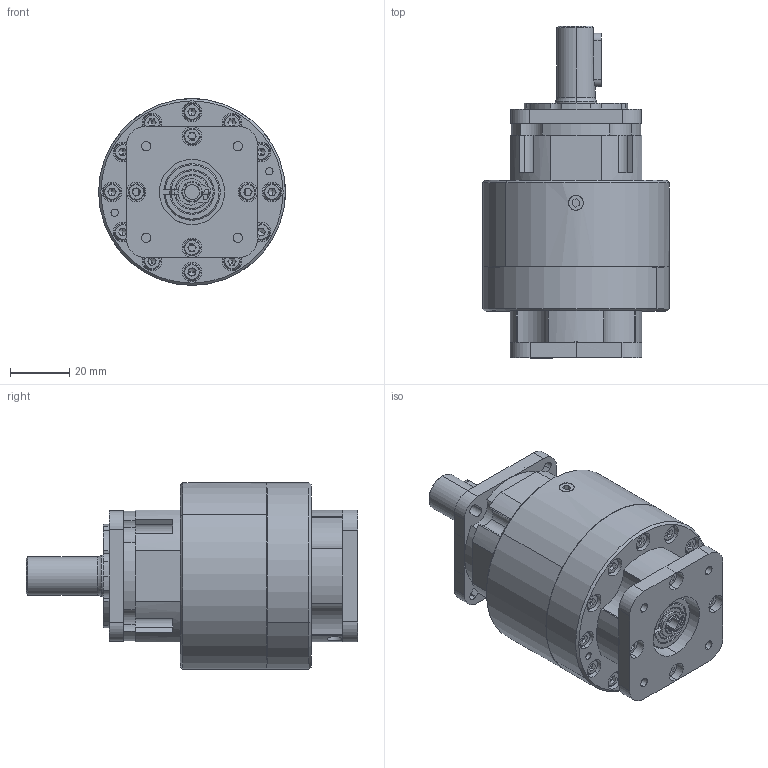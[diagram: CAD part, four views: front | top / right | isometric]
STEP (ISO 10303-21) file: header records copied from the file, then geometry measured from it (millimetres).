
FILE_DESCRIPTION (( 'STEP AP203' ), '1' );
FILE_NAME ('GH-017-M.STEP', '2018-12-12T22:31:56', ( '' ), ( '' ), 'SwSTEP 2.0', 'SolidWorks 2018', '' );
FILE_SCHEMA (( 'CONFIG_CONTROL_DESIGN' ));
Length unit declared in the file: millimetre
Products named in the file (1): GH-017-M
Bounding box: 63 x 111.96 x 63 mm (x, y, z)
Surface area: 32147.7 mm2 (no closed solid volume)
Topology: 0 solids, 45 shells, 571 faces, 1776 edges, 1161 vertices
Faces by surface type: plane 270, cylinder 182, cone 109, torus 10
Entity records: 19985 total; most frequent: CARTESIAN_POINT 4135, DIRECTION 3479, ORIENTED_EDGE 2901, EDGE_CURVE 1736, AXIS2_PLACEMENT_3D 1227, VERTEX_POINT 1161, LINE 1025, VECTOR 1025
